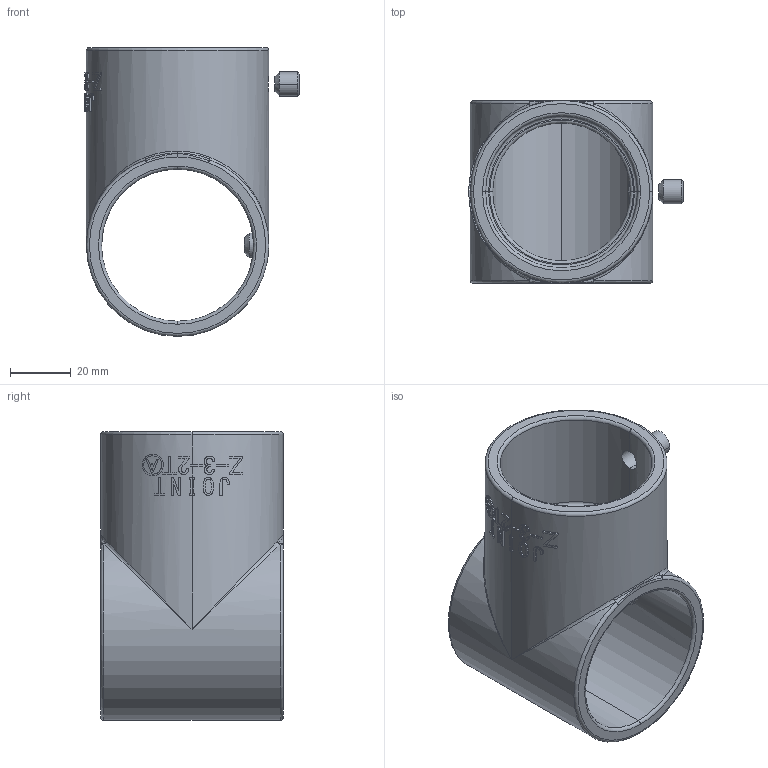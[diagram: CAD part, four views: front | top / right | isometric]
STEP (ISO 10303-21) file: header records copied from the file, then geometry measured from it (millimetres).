
FILE_DESCRIPTION (( 'STEP AP214' ), '1' );
FILE_NAME ('Z-3-2T.STEP', '2015-11-22T14:49:32', ( 'user' ), ( 'Hewlett-Packard Company' ), 'SwSTEP 2.0', 'SolidWorks 2014', '' );
FILE_SCHEMA (( 'AUTOMOTIVE_DESIGN' ));
Length unit declared in the file: millimetre
Products named in the file (3): hexagon socket set screw cup point_jis_JIS B 1177 Cup point M8 x 8 --N; part_Z-3-2T; Z-3-2T
Assembly tree (3 placements, depth 2):
  Z-3-2T
    part_Z-3-2T
    hexagon socket set screw cup point_jis_JIS B 1177 Cup point M8 x 8 --N  x2
Bounding box: 70.5 x 60.02 x 95 mm (x, y, z)
Volume: 79532.2 mm3; surface area: 34339.8 mm2
Topology: 3 solids, 3 shells, 276 faces, 724 edges, 459 vertices
Faces by surface type: plane 109, bspline 98, cylinder 38, torus 19, cone 12
Entity records: 12484 total; most frequent: CARTESIAN_POINT 6609, ORIENTED_EDGE 1364, DIRECTION 912, EDGE_CURVE 682, VERTEX_POINT 438, AXIS2_PLACEMENT_3D 321, EDGE_LOOP 280, VECTOR 270
